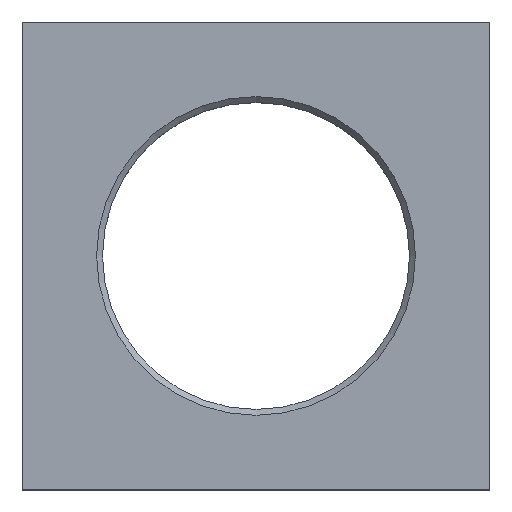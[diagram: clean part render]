
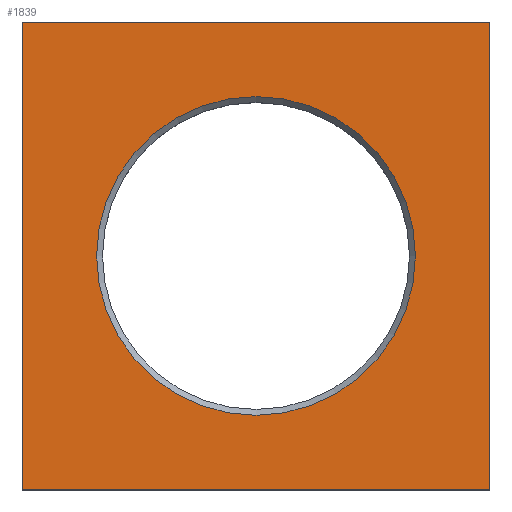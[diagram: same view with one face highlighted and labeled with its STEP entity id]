
A CAD part, top view. The second image highlights one B-rep face of the part: STEP entity #1839.
In plain terms, the highlighted planar face has unit normal (0, 0, 1).
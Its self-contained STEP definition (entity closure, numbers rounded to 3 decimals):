
#23=CIRCLE('',#1970,5.45);
#35=ORIENTED_EDGE('',*,*,#546,.T.);
#36=ORIENTED_EDGE('',*,*,#547,.T.);
#37=ORIENTED_EDGE('',*,*,#548,.T.);
#38=ORIENTED_EDGE('',*,*,#549,.T.);
#39=ORIENTED_EDGE('',*,*,#550,.F.);
#546=EDGE_CURVE('',#801,#802,#958,.T.);
#547=EDGE_CURVE('',#802,#803,#959,.T.);
#548=EDGE_CURVE('',#803,#804,#960,.T.);
#549=EDGE_CURVE('',#804,#801,#961,.T.);
#550=EDGE_CURVE('',#805,#805,#23,.T.);
#801=VERTEX_POINT('',#2602);
#802=VERTEX_POINT('',#2603);
#803=VERTEX_POINT('',#2605);
#804=VERTEX_POINT('',#2607);
#805=VERTEX_POINT('',#2610);
#958=LINE('',#2601,#1210);
#959=LINE('',#2604,#1211);
#960=LINE('',#2606,#1212);
#961=LINE('',#2608,#1213);
#1210=VECTOR('',#2103,1000.);
#1211=VECTOR('',#2104,1000.);
#1212=VECTOR('',#2105,1000.);
#1213=VECTOR('',#2106,1000.);
#1457=EDGE_LOOP('',(#35,#36,#37,#38));
#1458=EDGE_LOOP('',(#39));
#1591=FACE_BOUND('',#1457,.T.);
#1592=FACE_BOUND('',#1458,.T.);
#1725=PLANE('',#1969);
#1839=ADVANCED_FACE('',(#1591,#1592),#1725,.T.);
#1969=AXIS2_PLACEMENT_3D('',#2600,#2101,#2102);
#1970=AXIS2_PLACEMENT_3D('',#2609,#2107,#2108);
#2101=DIRECTION('',(0.,0.,1.));
#2102=DIRECTION('',(1.,0.,0.));
#2103=DIRECTION('',(0.,-1.,0.));
#2104=DIRECTION('',(1.,0.,0.));
#2105=DIRECTION('',(0.,1.,0.));
#2106=DIRECTION('',(-1.,0.,0.));
#2107=DIRECTION('',(0.,0.,1.));
#2108=DIRECTION('',(1.,0.,0.));
#2600=CARTESIAN_POINT('',(-8.,-8.,3.1));
#2601=CARTESIAN_POINT('',(-8.,8.,3.1));
#2602=CARTESIAN_POINT('',(-8.,8.,3.1));
#2603=CARTESIAN_POINT('',(-8.,-8.,3.1));
#2604=CARTESIAN_POINT('',(-8.,-8.,3.1));
#2605=CARTESIAN_POINT('',(8.,-8.,3.1));
#2606=CARTESIAN_POINT('',(8.,-8.,3.1));
#2607=CARTESIAN_POINT('',(8.,8.,3.1));
#2608=CARTESIAN_POINT('',(8.,8.,3.1));
#2609=CARTESIAN_POINT('',(0.,0.,3.1));
#2610=CARTESIAN_POINT('',(5.45,0.,3.1));
